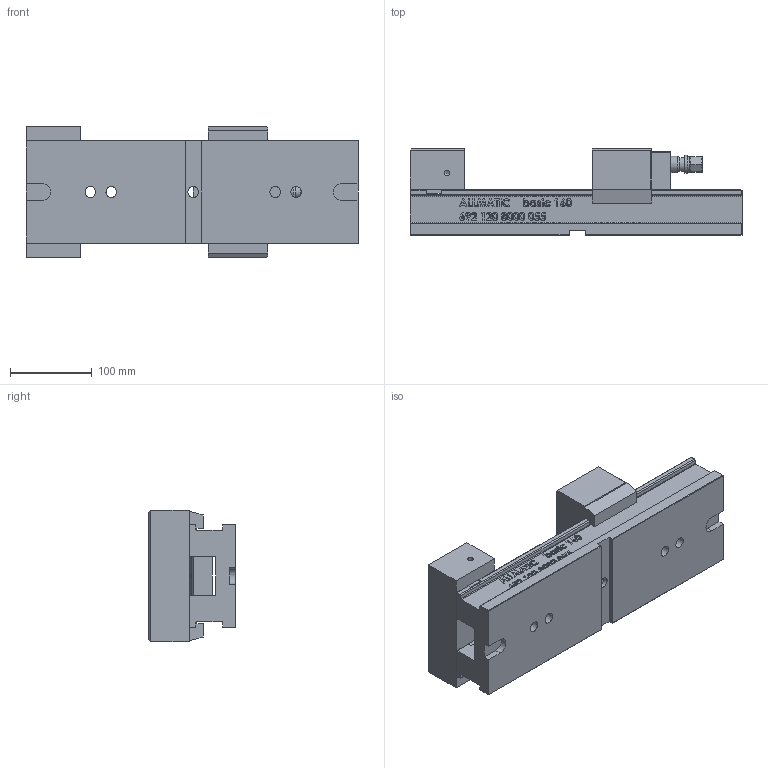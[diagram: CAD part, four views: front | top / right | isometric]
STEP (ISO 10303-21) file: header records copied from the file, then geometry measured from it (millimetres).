
FILE_DESCRIPTION (( 'STEP AP214' ), '1' );
FILE_NAME ('6921208000055.STEP', '2020-04-02T12:30:38', ( '' ), ( '' ), 'SwSTEP 2.0', 'SolidWorks 2018', '' );
FILE_SCHEMA (( 'AUTOMOTIVE_DESIGN' ));
Length unit declared in the file: millimetre
Products named in the file (4): 6921208000055; 3D-6921204005000; 3D-6921201100000; 3D-6921201003000
Assembly tree (3 placements, depth 2):
  6921208000055
    3D-6921201100000
    3D-6921201003000
    3D-6921204005000
Bounding box: 405 x 105.5 x 160 mm (x, y, z)
Volume: 3271220.4 mm3; surface area: 334759.9 mm2
Topology: 4 solids, 4 shells, 614 faces, 1608 edges, 1064 vertices
Faces by surface type: plane 347, bspline 176, cylinder 70, cone 15, torus 5, sphere 1
Full cylindrical faces by diameter (mm): 4.2 x1, 6 x2, 6.8 x4, 8.5 x2, 10.2 x3, 12.91 x1, 13 x15, 14 x1, 16.5 x1, 18.9 x1, 19 x7, 20 x1, 22 x1
Entity records: 32050 total; most frequent: CARTESIAN_POINT 14386, ORIENTED_EDGE 3050, DIRECTION 2190, EDGE_CURVE 1525, VERTEX_POINT 1041, LINE 1012, VECTOR 1012, EDGE_LOOP 766
